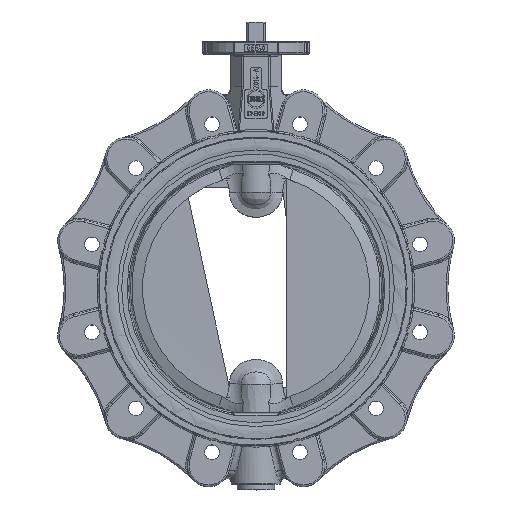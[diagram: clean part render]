
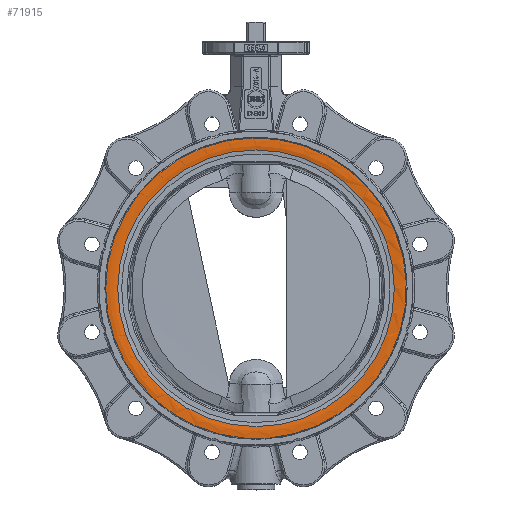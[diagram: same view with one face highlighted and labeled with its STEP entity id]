
A CAD part, top view. The second image highlights one B-rep face of the part: STEP entity #71915.
In plain terms, the highlighted toroidal (fillet/blend) face has major radius 171 mm and minor radius 35 mm.
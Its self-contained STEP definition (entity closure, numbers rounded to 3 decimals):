
#71884=CARTESIAN_POINT('',(-162.882,0.,39.545));
#71885=VERTEX_POINT('',#71884);
#71886=CARTESIAN_POINT('',(0.,0.,39.545));
#71887=DIRECTION('',(0.0,0.0,1.0));
#71888=DIRECTION('',(-1.0,0.0,0.0));
#71889=AXIS2_PLACEMENT_3D('',#71886,#71887,#71888);
#71890=CIRCLE('',#71889,162.882);
#71891=EDGE_CURVE('',#71885,#71885,#71890,.T.);
#71896=CARTESIAN_POINT('',(0.,0.,5.5));
#71897=DIRECTION('',(0.,0.,1.0));
#71898=DIRECTION('',(0.0,-1.0,0.0));
#71899=AXIS2_PLACEMENT_3D('',#71896,#71897,#71898);
#71900=TOROIDAL_SURFACE('',#71899,171.0,35.);
#71901=ORIENTED_EDGE('',*,*,#71891,.F.);
#71902=EDGE_LOOP('',(#71901));
#71903=FACE_OUTER_BOUND('',#71902,.T.);
#71904=CARTESIAN_POINT('',(-177.074,0.,39.969));
#71905=VERTEX_POINT('',#71904);
#71906=CARTESIAN_POINT('',(0.,0.,39.969));
#71907=DIRECTION('',(0.0,0.0,1.0));
#71908=DIRECTION('',(-1.0,0.0,0.0));
#71909=AXIS2_PLACEMENT_3D('',#71906,#71907,#71908);
#71910=CIRCLE('',#71909,177.074);
#71911=EDGE_CURVE('',#71905,#71905,#71910,.T.);
#71912=ORIENTED_EDGE('',*,*,#71911,.T.);
#71913=EDGE_LOOP('',(#71912));
#71914=FACE_BOUND('',#71913,.T.);
#71915=ADVANCED_FACE('',(#71903,#71914),#71900,.T.);
